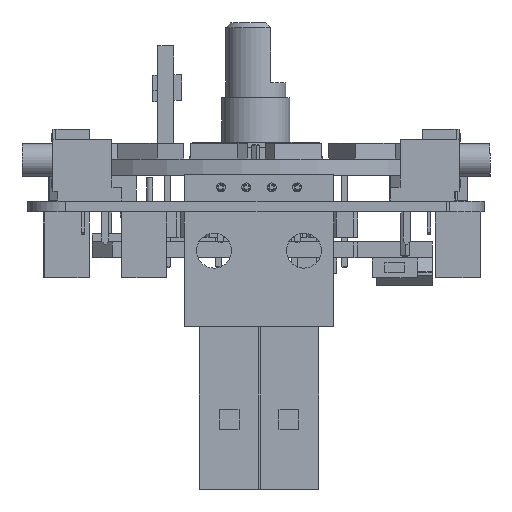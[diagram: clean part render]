
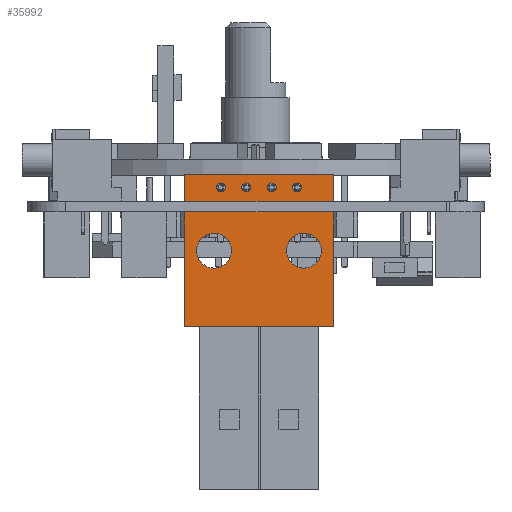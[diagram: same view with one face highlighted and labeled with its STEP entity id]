
A CAD part, front view. The second image highlights one B-rep face of the part: STEP entity #35992.
In plain terms, the highlighted face is planar.
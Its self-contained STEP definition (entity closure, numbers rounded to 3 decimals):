
#442=CIRCLE('',#38092,1.75);
#443=CIRCLE('',#38094,1.75);
#444=CIRCLE('',#38096,0.445);
#445=CIRCLE('',#38098,0.445);
#446=CIRCLE('',#38100,0.445);
#447=CIRCLE('',#38102,0.445);
#1779=FACE_BOUND('',#4434,.T.);
#1780=FACE_BOUND('',#4435,.T.);
#1781=FACE_BOUND('',#4436,.T.);
#1782=FACE_BOUND('',#4437,.T.);
#1783=FACE_BOUND('',#4438,.T.);
#1784=FACE_BOUND('',#4439,.T.);
#2427=FACE_OUTER_BOUND('',#4433,.T.);
#4433=EDGE_LOOP('',(#25434,#25435,#25436,#25437));
#4434=EDGE_LOOP('',(#25438));
#4435=EDGE_LOOP('',(#25439));
#4436=EDGE_LOOP('',(#25440));
#4437=EDGE_LOOP('',(#25441));
#4438=EDGE_LOOP('',(#25442));
#4439=EDGE_LOOP('',(#25443));
#7036=LINE('',#52675,#11372);
#7038=LINE('',#52679,#11374);
#7040=LINE('',#52683,#11376);
#7042=LINE('',#52686,#11378);
#11372=VECTOR('',#41247,10.);
#11374=VECTOR('',#41251,10.);
#11376=VECTOR('',#41255,10.);
#11378=VECTOR('',#41259,10.);
#15623=VERTEX_POINT('',#52648);
#15624=VERTEX_POINT('',#52652);
#15625=VERTEX_POINT('',#52656);
#15626=VERTEX_POINT('',#52660);
#15627=VERTEX_POINT('',#52664);
#15628=VERTEX_POINT('',#52668);
#15629=VERTEX_POINT('',#52672);
#15630=VERTEX_POINT('',#52674);
#15631=VERTEX_POINT('',#52678);
#15632=VERTEX_POINT('',#52682);
#19342=EDGE_CURVE('',#15623,#15623,#442,.T.);
#19344=EDGE_CURVE('',#15624,#15624,#443,.T.);
#19345=EDGE_CURVE('',#15625,#15625,#444,.T.);
#19347=EDGE_CURVE('',#15626,#15626,#445,.T.);
#19349=EDGE_CURVE('',#15627,#15627,#446,.T.);
#19351=EDGE_CURVE('',#15628,#15628,#447,.T.);
#19354=EDGE_CURVE('',#15630,#15629,#7036,.T.);
#19356=EDGE_CURVE('',#15631,#15630,#7038,.T.);
#19358=EDGE_CURVE('',#15632,#15631,#7040,.T.);
#19360=EDGE_CURVE('',#15629,#15632,#7042,.T.);
#25434=ORIENTED_EDGE('',*,*,#19360,.T.);
#25435=ORIENTED_EDGE('',*,*,#19358,.T.);
#25436=ORIENTED_EDGE('',*,*,#19356,.T.);
#25437=ORIENTED_EDGE('',*,*,#19354,.T.);
#25438=ORIENTED_EDGE('',*,*,#19342,.T.);
#25439=ORIENTED_EDGE('',*,*,#19344,.T.);
#25440=ORIENTED_EDGE('',*,*,#19351,.T.);
#25441=ORIENTED_EDGE('',*,*,#19349,.T.);
#25442=ORIENTED_EDGE('',*,*,#19347,.T.);
#25443=ORIENTED_EDGE('',*,*,#19345,.T.);
#34339=PLANE('',#38108);
#35992=ADVANCED_FACE('',(#2427,#1779,#1780,#1781,#1782,#1783,#1784),#34339,
 .F.);
#38092=AXIS2_PLACEMENT_3D('',#52650,#41217,#41218);
#38094=AXIS2_PLACEMENT_3D('',#52654,#41222,#41223);
#38096=AXIS2_PLACEMENT_3D('',#52657,#41226,#41227);
#38098=AXIS2_PLACEMENT_3D('',#52661,#41231,#41232);
#38100=AXIS2_PLACEMENT_3D('',#52665,#41236,#41237);
#38102=AXIS2_PLACEMENT_3D('',#52669,#41241,#41242);
#38108=AXIS2_PLACEMENT_3D('',#52688,#41262,#41263);
#41217=DIRECTION('center_axis',(0.,0.,1.));
#41218=DIRECTION('ref_axis',(-1.,0.,0.));
#41222=DIRECTION('center_axis',(0.,0.,1.));
#41223=DIRECTION('ref_axis',(-1.,0.,0.));
#41226=DIRECTION('center_axis',(0.,0.,1.));
#41227=DIRECTION('ref_axis',(1.,0.,0.));
#41231=DIRECTION('center_axis',(0.,0.,1.));
#41232=DIRECTION('ref_axis',(1.,0.,0.));
#41236=DIRECTION('center_axis',(0.,0.,1.));
#41237=DIRECTION('ref_axis',(1.,0.,0.));
#41241=DIRECTION('center_axis',(0.,0.,1.));
#41242=DIRECTION('ref_axis',(1.,0.,0.));
#41247=DIRECTION('',(0.,1.,0.));
#41251=DIRECTION('',(-1.,0.,0.));
#41255=DIRECTION('',(0.,-1.,0.));
#41259=DIRECTION('',(1.,0.,0.));
#41262=DIRECTION('center_axis',(0.,0.,1.));
#41263=DIRECTION('ref_axis',(1.,0.,0.));
#52648=CARTESIAN_POINT('',(-2.75,7.6,-2.65));
#52650=CARTESIAN_POINT('Origin',(-4.5,7.6,-2.65));
#52652=CARTESIAN_POINT('',(6.25,7.6,-2.65));
#52654=CARTESIAN_POINT('Origin',(4.5,7.6,-2.65));
#52656=CARTESIAN_POINT('',(0.825,1.27,-2.65));
#52657=CARTESIAN_POINT('Origin',(1.27,1.27,-2.65));
#52660=CARTESIAN_POINT('',(-4.255,1.27,-2.65));
#52661=CARTESIAN_POINT('Origin',(-3.81,1.27,-2.65));
#52664=CARTESIAN_POINT('',(-1.715,1.27,-2.65));
#52665=CARTESIAN_POINT('Origin',(-1.27,1.27,-2.65));
#52668=CARTESIAN_POINT('',(3.365,1.27,-2.65));
#52669=CARTESIAN_POINT('Origin',(3.81,1.27,-2.65));
#52672=CARTESIAN_POINT('',(-7.5,15.2,-2.65));
#52674=CARTESIAN_POINT('',(-7.5,0.,-2.65));
#52675=CARTESIAN_POINT('',(-7.5,15.2,-2.65));
#52678=CARTESIAN_POINT('',(7.5,0.,-2.65));
#52679=CARTESIAN_POINT('',(-7.5,0.,-2.65));
#52682=CARTESIAN_POINT('',(7.5,15.2,-2.65));
#52683=CARTESIAN_POINT('',(7.5,15.2,-2.65));
#52686=CARTESIAN_POINT('',(0.,15.2,-2.65));
#52688=CARTESIAN_POINT('Origin',(0.,7.6,-2.65));
